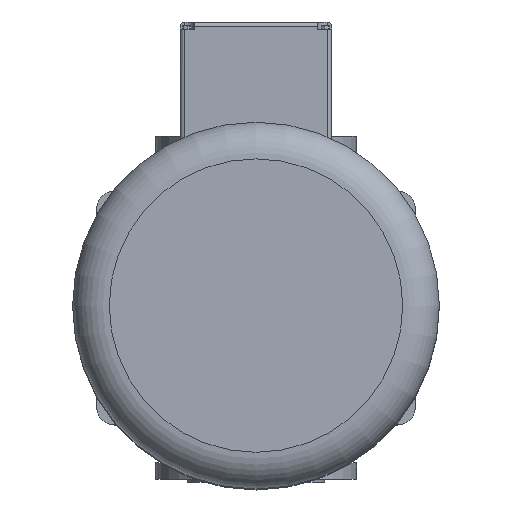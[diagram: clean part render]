
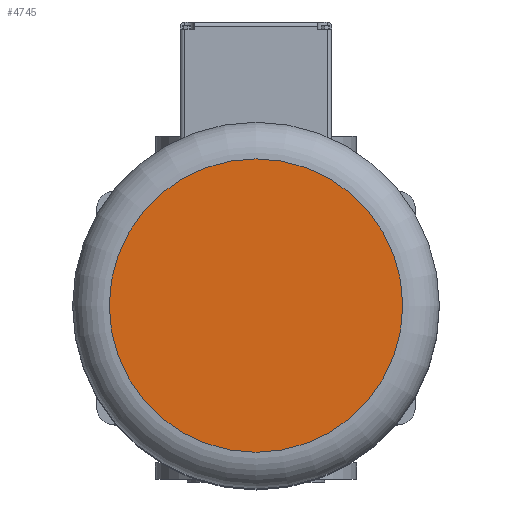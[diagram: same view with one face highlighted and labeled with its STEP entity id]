
A CAD part, top view. The second image highlights one B-rep face of the part: STEP entity #4745.
In plain terms, the highlighted planar face has unit normal (0, 0, 1).
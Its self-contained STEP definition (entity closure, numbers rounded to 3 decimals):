
#4745=ADVANCED_FACE('',(#8799),#8801,.T.);
#8799=FACE_BOUND('',#8800,.T.);
#8800=EDGE_LOOP('',(#11594));
#8801=PLANE('',#8802);
#8802=AXIS2_PLACEMENT_3D('',#8803,#8804,#8805);
#8803=CARTESIAN_POINT('',(0.,0.,1607.));
#8804=DIRECTION('',(0.,0.,1.));
#8805=DIRECTION('',(0.,1.,0.));
#11594=ORIENTED_EDGE('',*,*,#13026,.F.);
#13026=EDGE_CURVE('',#15444,#15444,#15445,.T.);
#15444=VERTEX_POINT('',#23463);
#15445=CIRCLE('',#23464,160.);
#23463=CARTESIAN_POINT('',(0.,160.,1607.));
#23464=AXIS2_PLACEMENT_3D('',#23465,#23466,#23467);
#23465=CARTESIAN_POINT('',(0.,0.,1607.));
#23466=DIRECTION('',(0.,0.,-1.));
#23467=DIRECTION('',(0.,1.,0.));
